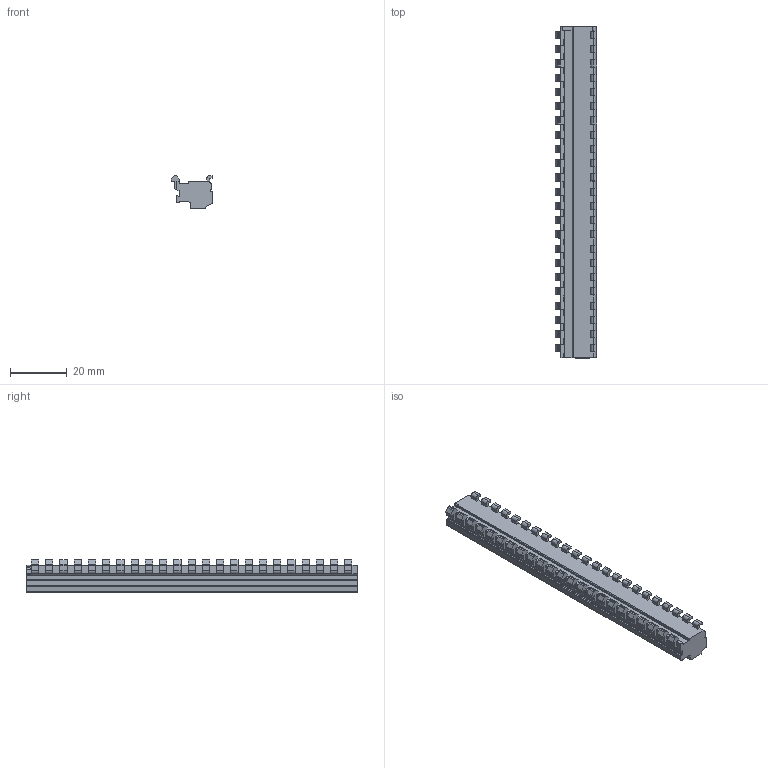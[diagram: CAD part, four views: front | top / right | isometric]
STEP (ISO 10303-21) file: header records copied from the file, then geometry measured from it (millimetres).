
FILE_DESCRIPTION((''),'2;1');
FILE_NAME('PRT0007','2024-10-15T13:17:00',('tluser'),(''),'CREO PARAMETRIC BY PTC INC, 2018100','CREO PARAMETRIC BY PTC INC, 2018100','');
FILE_SCHEMA(('CONFIG_CONTROL_DESIGN'));
Length unit declared in the file: millimetre
Products named in the file (1): PRT0007
Bounding box: 14.7 x 116.5 x 11.5 mm (x, y, z)
Volume: 11946.8 mm3; surface area: 6854.5 mm2
Topology: 1 solids, 1 shells, 998 faces, 2737 edges, 1810 vertices
Faces by surface type: plane 678, cylinder 274, cone 46
Entity records: 31857 total; most frequent: CARTESIAN_POINT 5936, ORIENTED_EDGE 5474, DIRECTION 5301, EDGE_CURVE 2737, VECTOR 2071, LINE 2071, VERTEX_POINT 1810, AXIS2_PLACEMENT_3D 1615
